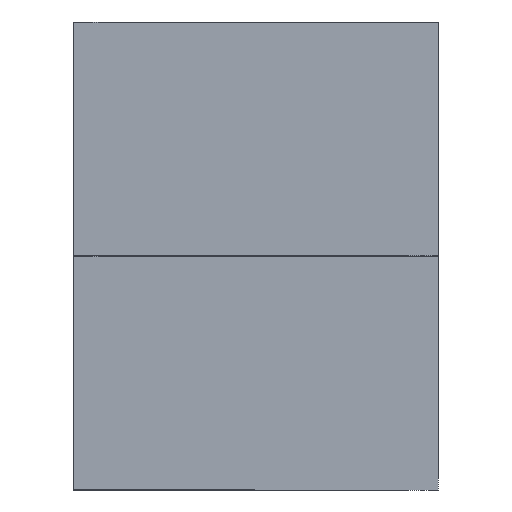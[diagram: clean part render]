
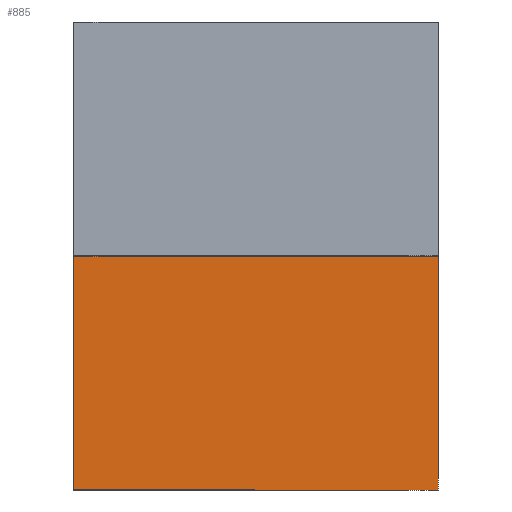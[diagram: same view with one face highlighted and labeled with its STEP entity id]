
A CAD part, left-side view. The second image highlights one B-rep face of the part: STEP entity #885.
In plain terms, the highlighted face is planar.
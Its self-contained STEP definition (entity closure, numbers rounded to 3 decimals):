
#120=FACE_OUTER_BOUND('',#172,.T.);
#172=EDGE_LOOP('',(#600,#601,#602,#603));
#235=LINE('',#1381,#307);
#236=LINE('',#1383,#308);
#237=LINE('',#1385,#309);
#238=LINE('',#1386,#310);
#307=VECTOR('',#1082,10.);
#308=VECTOR('',#1083,10.);
#309=VECTOR('',#1084,10.);
#310=VECTOR('',#1085,10.);
#379=VERTEX_POINT('',#1379);
#380=VERTEX_POINT('',#1380);
#381=VERTEX_POINT('',#1382);
#382=VERTEX_POINT('',#1384);
#471=EDGE_CURVE('',#379,#380,#235,.T.);
#472=EDGE_CURVE('',#381,#379,#236,.T.);
#473=EDGE_CURVE('',#382,#381,#237,.T.);
#474=EDGE_CURVE('',#380,#382,#238,.T.);
#600=ORIENTED_EDGE('',*,*,#471,.F.);
#601=ORIENTED_EDGE('',*,*,#472,.F.);
#602=ORIENTED_EDGE('',*,*,#473,.F.);
#603=ORIENTED_EDGE('',*,*,#474,.F.);
#858=PLANE('',#964);
#885=ADVANCED_FACE('',(#120),#858,.F.);
#964=AXIS2_PLACEMENT_3D('',#1378,#1080,#1081);
#1080=DIRECTION('center_axis',(-1.,0.,0.));
#1081=DIRECTION('ref_axis',(0.,0.,1.));
#1082=DIRECTION('',(0.,0.,1.));
#1083=DIRECTION('',(0.,-1.,0.));
#1084=DIRECTION('',(0.,0.,-1.));
#1085=DIRECTION('',(0.,1.,0.));
#1378=CARTESIAN_POINT('Origin',(7.,30.,0.));
#1379=CARTESIAN_POINT('',(7.,-12.,-27.));
#1380=CARTESIAN_POINT('',(7.,-12.,27.));
#1381=CARTESIAN_POINT('',(7.,-12.,13.5));
#1382=CARTESIAN_POINT('',(7.,72.,-27.));
#1383=CARTESIAN_POINT('',(7.,9.,-27.));
#1384=CARTESIAN_POINT('',(7.,72.,27.));
#1385=CARTESIAN_POINT('',(7.,72.,-13.5));
#1386=CARTESIAN_POINT('',(7.,51.,27.));
